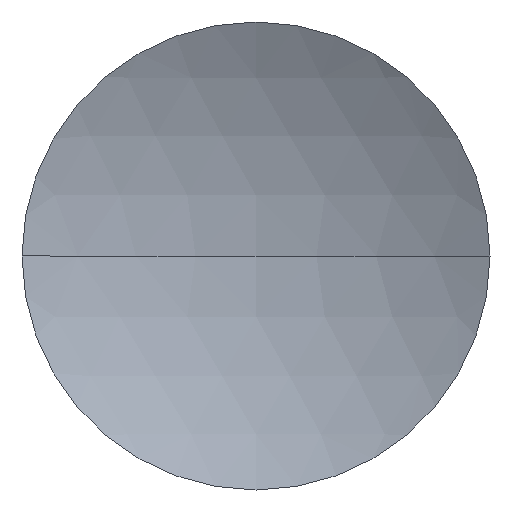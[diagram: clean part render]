
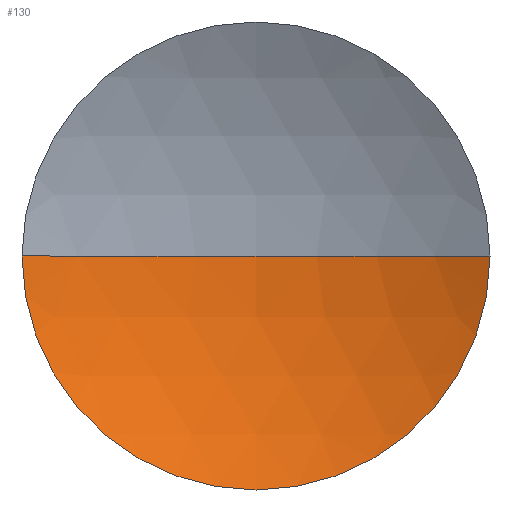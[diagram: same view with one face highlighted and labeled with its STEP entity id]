
A CAD part, front view. The second image highlights one B-rep face of the part: STEP entity #130.
In plain terms, the highlighted spherical face has radius 66.972 mm.
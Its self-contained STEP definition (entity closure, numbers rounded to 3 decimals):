
#4 = VERTEX_POINT ( 'NONE', #125 ) ;
#7 = EDGE_CURVE ( 'NONE', #137, #4, #61, .T. ) ;
#16 = ORIENTED_EDGE ( 'NONE', *, *, #7, .T. ) ;
#23 = DIRECTION ( 'NONE',  ( 0., 0., 1. ) ) ;
#27 = CIRCLE ( 'NONE', #183, 66.972 ) ;
#30 = ORIENTED_EDGE ( 'NONE', *, *, #230, .T. ) ;
#36 = AXIS2_PLACEMENT_3D ( 'NONE', #212, #23, #47 ) ;
#37 = DIRECTION ( 'NONE',  ( 1., 0., 0. ) ) ;
#45 = CARTESIAN_POINT ( 'NONE',  ( -15.495, 0., -30.15 ) ) ;
#47 = DIRECTION ( 'NONE',  ( 1., 0., 0. ) ) ;
#54 = EDGE_CURVE ( 'NONE', #202, #100, #27, .T. ) ;
#57 = DIRECTION ( 'NONE',  ( 0., 0., -1. ) ) ;
#58 = EDGE_LOOP ( 'NONE', ( #163, #126, #30, #16 ) ) ;
#61 = CIRCLE ( 'NONE', #77, 30.15 ) ;
#65 = AXIS2_PLACEMENT_3D ( 'NONE', #115, #172, #89 ) ;
#68 = DIRECTION ( 'NONE',  ( 0., 0., -1. ) ) ;
#77 = AXIS2_PLACEMENT_3D ( 'NONE', #258, #187, #57 ) ;
#81 = CARTESIAN_POINT ( 'NONE',  ( -15.495, -59.801, 0. ) ) ;
#89 = DIRECTION ( 'NONE',  ( -1., 0., 0. ) ) ;
#100 = VERTEX_POINT ( 'NONE', #200 ) ;
#112 = AXIS2_PLACEMENT_3D ( 'NONE', #246, #147, #68 ) ;
#115 = CARTESIAN_POINT ( 'NONE',  ( -15.495, -59.801, 0. ) ) ;
#124 = EDGE_CURVE ( 'NONE', #202, #4, #213, .T. ) ;
#125 = CARTESIAN_POINT ( 'NONE',  ( 14.655, 0., 0. ) ) ;
#126 = ORIENTED_EDGE ( 'NONE', *, *, #54, .T. ) ;
#130 = ADVANCED_FACE ( 'NONE', ( #264 ), #227, .F. ) ;
#137 = VERTEX_POINT ( 'NONE', #45 ) ;
#147 = DIRECTION ( 'NONE',  ( 0., -1., 0. ) ) ;
#160 = CIRCLE ( 'NONE', #112, 30.15 ) ;
#163 = ORIENTED_EDGE ( 'NONE', *, *, #124, .F. ) ;
#172 = DIRECTION ( 'NONE',  ( 0., 0., -1. ) ) ;
#183 = AXIS2_PLACEMENT_3D ( 'NONE', #81, #257, #37 ) ;
#187 = DIRECTION ( 'NONE',  ( 0., -1., 0. ) ) ;
#200 = CARTESIAN_POINT ( 'NONE',  ( -45.645, 0., 0. ) ) ;
#202 = VERTEX_POINT ( 'NONE', #224 ) ;
#212 = CARTESIAN_POINT ( 'NONE',  ( -15.495, -59.801, 0. ) ) ;
#213 = CIRCLE ( 'NONE', #65, 66.972 ) ;
#224 = CARTESIAN_POINT ( 'NONE',  ( -15.495, 7.17, 0. ) ) ;
#227 = SPHERICAL_SURFACE ( 'NONE', #36, 66.972 ) ;
#230 = EDGE_CURVE ( 'NONE', #100, #137, #160, .T. ) ;
#246 = CARTESIAN_POINT ( 'NONE',  ( -15.495, 0., 0. ) ) ;
#257 = DIRECTION ( 'NONE',  ( 0., 0., 1. ) ) ;
#258 = CARTESIAN_POINT ( 'NONE',  ( -15.495, 0., 0. ) ) ;
#264 = FACE_OUTER_BOUND ( 'NONE', #58, .T. ) ;
